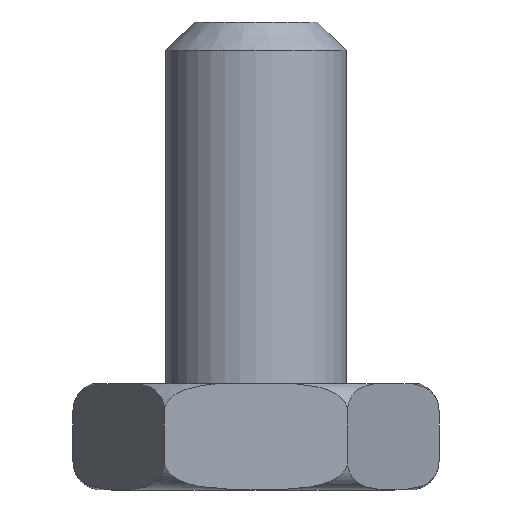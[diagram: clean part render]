
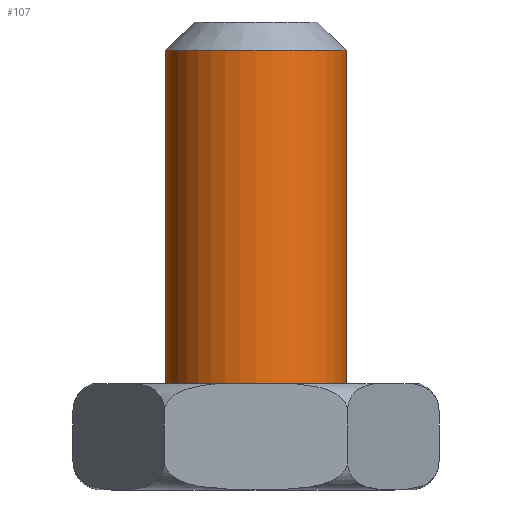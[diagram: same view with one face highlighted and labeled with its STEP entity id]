
A CAD part, front view. The second image highlights one B-rep face of the part: STEP entity #107.
In plain terms, the highlighted cylindrical face has radius 3.17 mm (diameter 6.34 mm), a full revolution.
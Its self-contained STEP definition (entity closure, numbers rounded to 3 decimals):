
#22 = VERTEX_POINT('',#23);
#23 = CARTESIAN_POINT('',(3.17,0.,15.43));
#32 = CONICAL_SURFACE('',#33,3.17,0.785);
#33 = AXIS2_PLACEMENT_3D('',#34,#35,#36);
#34 = CARTESIAN_POINT('',(0.,0.,15.43));
#35 = DIRECTION('',(0.,0.,-1.));
#36 = DIRECTION('',(1.,0.,0.));
#49 = EDGE_CURVE('',#22,#22,#50,.T.);
#50 = SURFACE_CURVE('',#51,(#56,#63),.PCURVE_S1.);
#51 = CIRCLE('',#52,3.17);
#52 = AXIS2_PLACEMENT_3D('',#53,#54,#55);
#53 = CARTESIAN_POINT('',(0.,0.,15.43));
#54 = DIRECTION('',(0.,0.,1.));
#55 = DIRECTION('',(1.,0.,0.));
#56 = PCURVE('',#32,#57);
#57 = DEFINITIONAL_REPRESENTATION('',(#58),#62);
#58 = LINE('',#59,#60);
#59 = CARTESIAN_POINT('',(0.,0.));
#60 = VECTOR('',#61,1.);
#61 = DIRECTION('',(-1.,0.));
#62 = ( GEOMETRIC_REPRESENTATION_CONTEXT(2) 
PARAMETRIC_REPRESENTATION_CONTEXT() REPRESENTATION_CONTEXT('2D SPACE',''
  ) );
#63 = PCURVE('',#64,#69);
#64 = CYLINDRICAL_SURFACE('',#65,3.17);
#65 = AXIS2_PLACEMENT_3D('',#66,#67,#68);
#66 = CARTESIAN_POINT('',(0.,0.,3.73));
#67 = DIRECTION('',(0.,0.,-1.));
#68 = DIRECTION('',(1.,0.,0.));
#69 = DEFINITIONAL_REPRESENTATION('',(#70),#74);
#70 = LINE('',#71,#72);
#71 = CARTESIAN_POINT('',(0.,-11.7));
#72 = VECTOR('',#73,1.);
#73 = DIRECTION('',(-1.,0.));
#74 = ( GEOMETRIC_REPRESENTATION_CONTEXT(2) 
PARAMETRIC_REPRESENTATION_CONTEXT() REPRESENTATION_CONTEXT('2D SPACE',''
  ) );
#107 = ADVANCED_FACE('',(#108),#64,.T.);
#108 = FACE_BOUND('',#109,.F.);
#109 = EDGE_LOOP('',(#110,#111,#134,#161));
#110 = ORIENTED_EDGE('',*,*,#49,.T.);
#111 = ORIENTED_EDGE('',*,*,#112,.F.);
#112 = EDGE_CURVE('',#113,#22,#115,.T.);
#113 = VERTEX_POINT('',#114);
#114 = CARTESIAN_POINT('',(3.17,0.,3.73));
#115 = SEAM_CURVE('',#116,(#120,#127),.PCURVE_S1.);
#116 = LINE('',#117,#118);
#117 = CARTESIAN_POINT('',(3.17,0.,3.73));
#118 = VECTOR('',#119,1.);
#119 = DIRECTION('',(0.,0.,1.));
#120 = PCURVE('',#64,#121);
#121 = DEFINITIONAL_REPRESENTATION('',(#122),#126);
#122 = LINE('',#123,#124);
#123 = CARTESIAN_POINT('',(0.,0.));
#124 = VECTOR('',#125,1.);
#125 = DIRECTION('',(0.,-1.));
#126 = ( GEOMETRIC_REPRESENTATION_CONTEXT(2) 
PARAMETRIC_REPRESENTATION_CONTEXT() REPRESENTATION_CONTEXT('2D SPACE',''
  ) );
#127 = PCURVE('',#64,#128);
#128 = DEFINITIONAL_REPRESENTATION('',(#129),#133);
#129 = LINE('',#130,#131);
#130 = CARTESIAN_POINT('',(-6.283,0.));
#131 = VECTOR('',#132,1.);
#132 = DIRECTION('',(0.,-1.));
#133 = ( GEOMETRIC_REPRESENTATION_CONTEXT(2) 
PARAMETRIC_REPRESENTATION_CONTEXT() REPRESENTATION_CONTEXT('2D SPACE',''
  ) );
#134 = ORIENTED_EDGE('',*,*,#135,.F.);
#135 = EDGE_CURVE('',#113,#113,#136,.T.);
#136 = SURFACE_CURVE('',#137,(#142,#149),.PCURVE_S1.);
#137 = CIRCLE('',#138,3.17);
#138 = AXIS2_PLACEMENT_3D('',#139,#140,#141);
#139 = CARTESIAN_POINT('',(0.,0.,3.73));
#140 = DIRECTION('',(0.,0.,1.));
#141 = DIRECTION('',(1.,0.,0.));
#142 = PCURVE('',#64,#143);
#143 = DEFINITIONAL_REPRESENTATION('',(#144),#148);
#144 = LINE('',#145,#146);
#145 = CARTESIAN_POINT('',(0.,0.));
#146 = VECTOR('',#147,1.);
#147 = DIRECTION('',(-1.,0.));
#148 = ( GEOMETRIC_REPRESENTATION_CONTEXT(2) 
PARAMETRIC_REPRESENTATION_CONTEXT() REPRESENTATION_CONTEXT('2D SPACE',''
  ) );
#149 = PCURVE('',#150,#155);
#150 = PLANE('',#151);
#151 = AXIS2_PLACEMENT_3D('',#152,#153,#154);
#152 = CARTESIAN_POINT('',(-3.213,5.564,3.73)
  );
#153 = DIRECTION('',(0.,0.,1.));
#154 = DIRECTION('',(1.,0.,0.));
#155 = DEFINITIONAL_REPRESENTATION('',(#156),#160);
#156 = CIRCLE('',#157,3.17);
#157 = AXIS2_PLACEMENT_2D('',#158,#159);
#158 = CARTESIAN_POINT('',(3.213,-5.564));
#159 = DIRECTION('',(1.,0.));
#160 = ( GEOMETRIC_REPRESENTATION_CONTEXT(2) 
PARAMETRIC_REPRESENTATION_CONTEXT() REPRESENTATION_CONTEXT('2D SPACE',''
  ) );
#161 = ORIENTED_EDGE('',*,*,#112,.T.);
